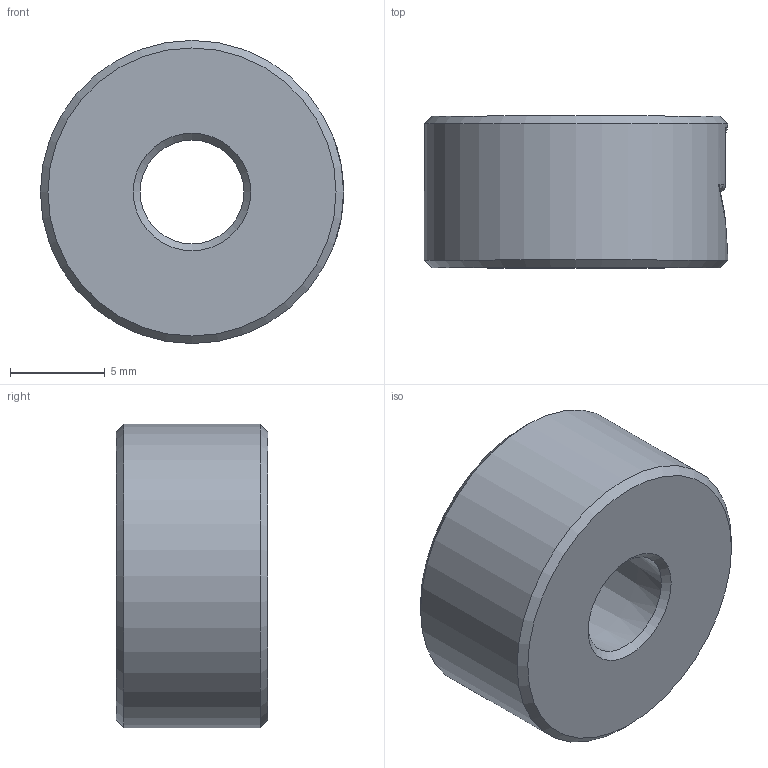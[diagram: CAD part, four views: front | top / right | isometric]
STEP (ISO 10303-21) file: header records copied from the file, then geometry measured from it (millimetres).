
FILE_DESCRIPTION(/* description */ (''),/* implementation_level */ '2;1');
FILE_NAME(/* name */ 'B-Leadscrew_Spacer_3-F.stp',/* time_stamp */ '2020-10-15T15:39:50-07:00',/* author */ (''),/* organization */ (''),/* preprocessor_version */ 'ST-DEVELOPER v18.1',/* originating_system */ 'Autodesk Translation Framework v9.3.0.1241',/* authorisation */ '');
FILE_SCHEMA (('AUTOMOTIVE_DESIGN { 1 0 10303 214 3 1 1 }'));
Length unit declared in the file: millimetre
Products named in the file (1): Leadscrew Spacer
Bounding box: 16 x 8 x 16 mm (x, y, z)
Volume: 1349.3 mm3; surface area: 877.5 mm2
Topology: 1 solids, 1 shells, 22 faces, 54 edges, 35 vertices
Faces by surface type: plane 7, cylinder 4, bspline 4, cone 4, torus 3
Full cylindrical faces by diameter (mm): 16 x1
Entity records: 908 total; most frequent: CARTESIAN_POINT 363, ORIENTED_EDGE 108, DIRECTION 98, EDGE_CURVE 54, AXIS2_PLACEMENT_3D 40, VERTEX_POINT 35, EDGE_LOOP 25, FACE_OUTER_BOUND 22
